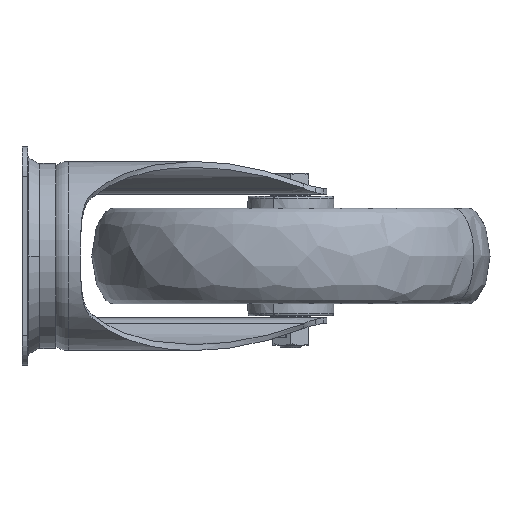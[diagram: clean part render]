
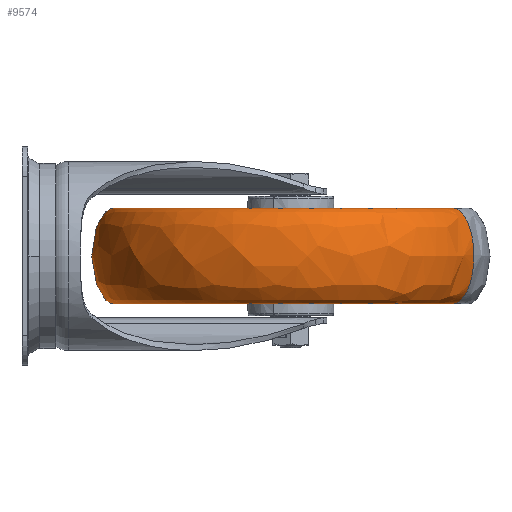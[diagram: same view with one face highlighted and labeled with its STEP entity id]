
A CAD part, left-side view. The second image highlights one B-rep face of the part: STEP entity #9574.
In plain terms, the highlighted free-form (B-spline) face has degree [3, 3] with [4, 4] control points.
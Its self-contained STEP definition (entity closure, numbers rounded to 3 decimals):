
#3646 = CIRCLE ( 'NONE', #12595, 88.5 ) ;
#3974 = CARTESIAN_POINT ( 'NONE',  ( -193.913, -149.261, 105.007 ) ) ;
#4076 = CARTESIAN_POINT ( 'NONE',  ( 89.986, -53.709, 57.007 ) ) ;
#4533 = CARTESIAN_POINT ( 'NONE',  ( 89.986, -53.709, 105.007 ) ) ;
#5158 = ORIENTED_EDGE ( 'NONE', *, *, #14621, .T. ) ;
#5492 = CARTESIAN_POINT ( 'NONE',  ( 89.986, -53.709, 105.007 ) ) ;
#5583 =( BOUNDED_SURFACE ( )  B_SPLINE_SURFACE ( 3, 3, ( 
 ( #5628, #5900, #25183, #12098 ),
 ( #18882, #16667, #26981, #22562 ),
 ( #7734, #6035, #3974, #18470 ),
 ( #5492, #27399, #16261, #14463 ) ),
 .UNSPECIFIED., .F., .F., .F. ) 
 B_SPLINE_SURFACE_WITH_KNOTS ( ( 4, 4 ),
 ( 4, 4 ),
 ( 0., 1. ),
 ( 0., 1. ),
 .UNSPECIFIED. ) 
 GEOMETRIC_REPRESENTATION_ITEM ( )  RATIONAL_B_SPLINE_SURFACE ( (
 ( 1., 0.333, 0.333, 1.),
 ( 0.333, 0.111, 0.111, 0.333),
 ( 0.333, 0.111, 0.111, 0.333),
 ( 1., 0.333, 0.333, 1.) ) ) 
 REPRESENTATION_ITEM ( '' )  SURFACE ( )  );
#5628 = CARTESIAN_POINT ( 'NONE',  ( 89.986, -53.709, 57.007 ) ) ;
#5880 = DIRECTION ( 'NONE',  ( 0., 0., 1. ) ) ;
#5900 = CARTESIAN_POINT ( 'NONE',  ( -72.596, 16.263, 57.007 ) ) ;
#6035 = CARTESIAN_POINT ( 'NONE',  ( -105.757, 55.574, 105.007 ) ) ;
#7204 = CARTESIAN_POINT ( 'NONE',  ( 89.986, -53.709, 57.007 ) ) ;
#7734 = CARTESIAN_POINT ( 'NONE',  ( 99.078, -32.582, 105.007 ) ) ;
#8144 = CARTESIAN_POINT ( 'NONE',  ( 89.986, -53.709, 105.007 ) ) ;
#8200 = ORIENTED_EDGE ( 'NONE', *, *, #17240, .T. ) ;
#8288 = CARTESIAN_POINT ( 'NONE',  ( 55., -135., 105.007 ) ) ;
#8637 = CARTESIAN_POINT ( 'NONE',  ( 20.014, -216.291, 105.007 ) ) ;
#9201 = DIRECTION ( 'NONE',  ( 0.395, 0.919, 0. ) ) ;
#9320 = CARTESIAN_POINT ( 'NONE',  ( 10.922, -237.418, 105.007 ) ) ;
#9574 = ADVANCED_FACE ( 'NONE', ( #17924 ), #5583, .F. ) ;
#9637 = CARTESIAN_POINT ( 'NONE',  ( 20.014, -216.291, 57.007 ) ) ;
#10341 = ORIENTED_EDGE ( 'NONE', *, *, #19848, .F. ) ;
#10550 = CARTESIAN_POINT ( 'NONE',  ( 99.078, -32.582, 57.007 ) ) ;
#11984 = VERTEX_POINT ( 'NONE', #7204 ) ;
#12098 = CARTESIAN_POINT ( 'NONE',  ( 20.014, -216.291, 57.007 ) ) ;
#12595 = AXIS2_PLACEMENT_3D ( 'NONE', #13690, #26327, #9201 ) ;
#13690 = CARTESIAN_POINT ( 'NONE',  ( 55., -135., 57.007 ) ) ;
#14463 = CARTESIAN_POINT ( 'NONE',  ( 20.014, -216.291, 105.007 ) ) ;
#14621 = EDGE_CURVE ( 'NONE', #25425, #19301, #22689, .T. ) ;
#15456 = AXIS2_PLACEMENT_3D ( 'NONE', #8288, #5880, #27381 ) ;
#15630 = VERTEX_POINT ( 'NONE', #4533 ) ;
#16261 = CARTESIAN_POINT ( 'NONE',  ( -142.568, -146.319, 105.007 ) ) ;
#16667 = CARTESIAN_POINT ( 'NONE',  ( -105.757, 55.574, 57.007 ) ) ;
#17209 = CIRCLE ( 'NONE', #15456, 88.5 ) ;
#17240 = EDGE_CURVE ( 'NONE', #11984, #25425, #3646, .T. ) ;
#17487 = ORIENTED_EDGE ( 'NONE', *, *, #19888, .F. ) ;
#17837 =( BOUNDED_CURVE ( )  B_SPLINE_CURVE ( 3, ( #4076, #10550, #21260, #8144 ),
 .UNSPECIFIED., .F., .T. ) 
 B_SPLINE_CURVE_WITH_KNOTS ( ( 4, 4 ),
 ( 0., 3.142 ),
 .UNSPECIFIED. ) 
 CURVE ( )  GEOMETRIC_REPRESENTATION_ITEM ( )  RATIONAL_B_SPLINE_CURVE ( ( 1., 0.333, 0.333, 1. ) ) 
 REPRESENTATION_ITEM ( '' )  );
#17924 = FACE_OUTER_BOUND ( 'NONE', #25643, .T. ) ;
#18470 = CARTESIAN_POINT ( 'NONE',  ( 10.922, -237.418, 105.007 ) ) ;
#18882 = CARTESIAN_POINT ( 'NONE',  ( 99.078, -32.582, 57.007 ) ) ;
#19301 = VERTEX_POINT ( 'NONE', #8637 ) ;
#19848 = EDGE_CURVE ( 'NONE', #15630, #19301, #17209, .T. ) ;
#19888 = EDGE_CURVE ( 'NONE', #11984, #15630, #17837, .T. ) ;
#20053 = CARTESIAN_POINT ( 'NONE',  ( 20.014, -216.291, 105.007 ) ) ;
#21260 = CARTESIAN_POINT ( 'NONE',  ( 99.078, -32.582, 105.007 ) ) ;
#21884 = CARTESIAN_POINT ( 'NONE',  ( 10.922, -237.418, 57.007 ) ) ;
#22562 = CARTESIAN_POINT ( 'NONE',  ( 10.922, -237.418, 57.007 ) ) ;
#22689 =( BOUNDED_CURVE ( )  B_SPLINE_CURVE ( 3, ( #24096, #21884, #9320, #20053 ),
 .UNSPECIFIED., .F., .F. ) 
 B_SPLINE_CURVE_WITH_KNOTS ( ( 4, 4 ),
 ( 0., 3.142 ),
 .UNSPECIFIED. ) 
 CURVE ( )  GEOMETRIC_REPRESENTATION_ITEM ( )  RATIONAL_B_SPLINE_CURVE ( ( 1., 0.333, 0.333, 1. ) ) 
 REPRESENTATION_ITEM ( '' )  );
#24096 = CARTESIAN_POINT ( 'NONE',  ( 20.014, -216.291, 57.007 ) ) ;
#25183 = CARTESIAN_POINT ( 'NONE',  ( -142.568, -146.319, 57.007 ) ) ;
#25425 = VERTEX_POINT ( 'NONE', #9637 ) ;
#25643 = EDGE_LOOP ( 'NONE', ( #8200, #5158, #10341, #17487 ) ) ;
#26327 = DIRECTION ( 'NONE',  ( 0., 0., 1. ) ) ;
#26981 = CARTESIAN_POINT ( 'NONE',  ( -193.913, -149.261, 57.007 ) ) ;
#27381 = DIRECTION ( 'NONE',  ( 0.395, 0.919, 0. ) ) ;
#27399 = CARTESIAN_POINT ( 'NONE',  ( -72.596, 16.263, 105.007 ) ) ;
